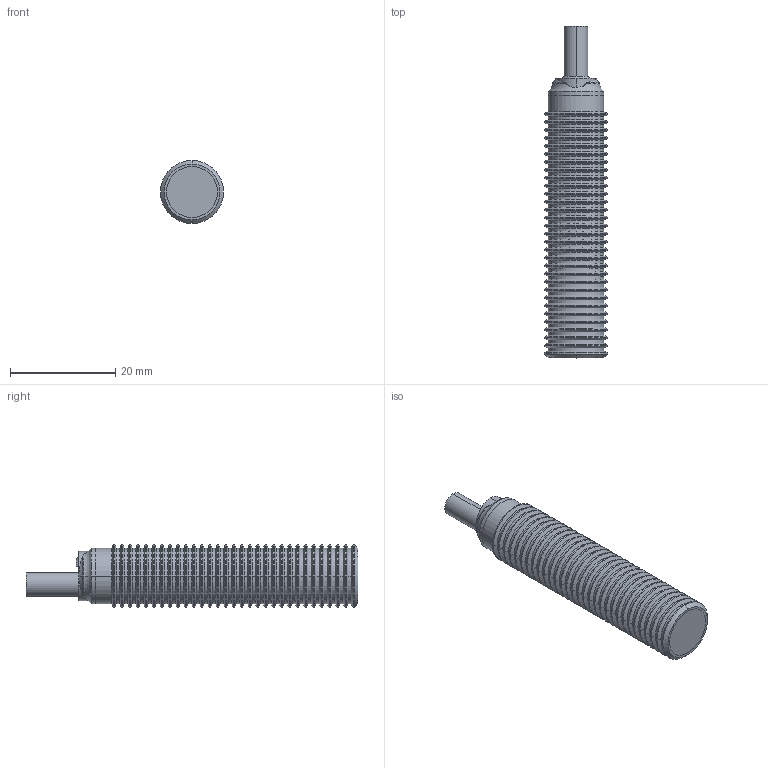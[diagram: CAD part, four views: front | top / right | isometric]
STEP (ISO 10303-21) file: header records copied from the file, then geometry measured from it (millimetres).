
FILE_DESCRIPTION(('STEP AP214'),'1');
FILE_NAME('cctmp_4F107AB4-E290-4EBD-BECF-4F3C08B9D8A6_2022_07_22_09_40_01_0384..stp','2022-07-22T07:40:01',('Pepperl+Fuchs GmbH'),('CADClick - www.CADClick.com'),'Spatial InterOp 3D',' ','unknown authorization');
FILE_SCHEMA(('AUTOMOTIVE_DESIGN'));
Length unit declared in the file: millimetre
Products named in the file (6): cc_unnamed; NXB4-12GM50-E2_4; NXB4-12GM50-E2_3; NXB4-12GM50-E2_2; NXB4-12GM50-E2_1; NXB4-12GM50-E2
Assembly tree (5 placements, depth 2):
  cc_unnamed
    NXB4-12GM50-E2_4
    NXB4-12GM50-E2_3
    NXB4-12GM50-E2_2
    NXB4-12GM50-E2_1
    NXB4-12GM50-E2
Bounding box: 12 x 63.21 x 12 mm (x, y, z)
Volume: 5720.5 mm3; surface area: 4243.5 mm2
Topology: 5 solids, 5 shells, 296 faces, 596 edges, 312 vertices
Faces by surface type: cylinder 137, cone 135, plane 16, torus 6, bspline 2
Entity records: 10331 total; most frequent: CARTESIAN_POINT 1564, DIRECTION 1478, ORIENTED_EDGE 1188, AXIS2_PLACEMENT_3D 602, EDGE_CURVE 594, VERTEX_POINT 312, STYLED_ITEM 301, PRESENTATION_STYLE_ASSIGNMENT 301
